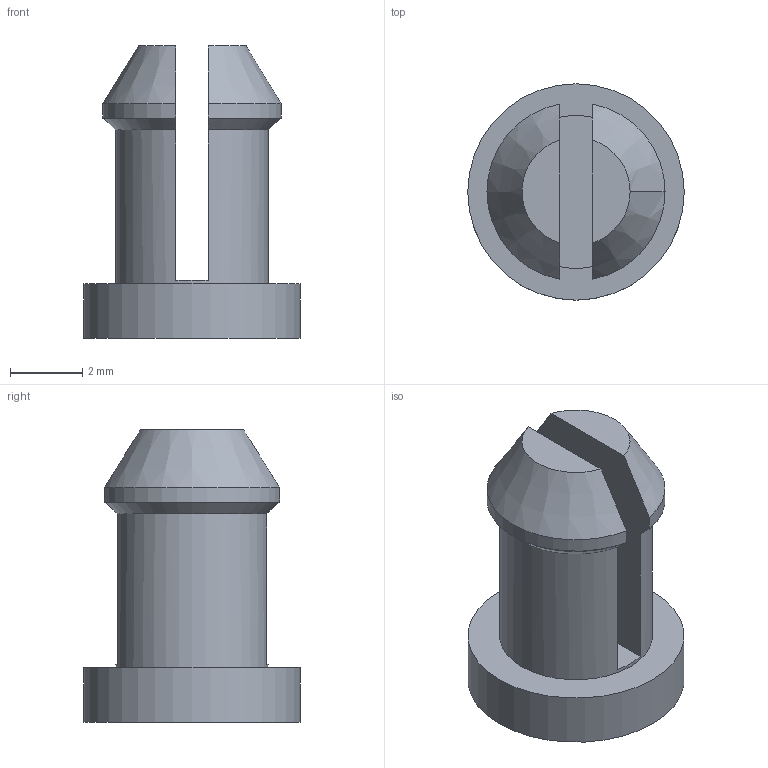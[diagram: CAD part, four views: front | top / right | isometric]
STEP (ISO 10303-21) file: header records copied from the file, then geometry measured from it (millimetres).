
FILE_DESCRIPTION(('FreeCAD Model'),'2;1');
FILE_NAME('Servo-pin-1.step','2017-03-20T18:34:07',(''),(''),'Open CASCADE STEP processor 6.8', 'FreeCAD','Unknown');
FILE_SCHEMA(('AUTOMOTIVE_DESIGN_CC2 { 1 2 10303 214 -1 1 5 4 }'));
Length unit declared in the file: millimetre
Products named in the file (2): ASSEMBLY; pin1
Assembly tree (1 placements, depth 2):
  ASSEMBLY
    pin1
Bounding box: 6 x 6 x 8.1 mm (x, y, z)
Volume: 111.4 mm3; surface area: 213.5 mm2
Topology: 1 solids, 1 shells, 19 faces, 48 edges, 32 vertices
Faces by surface type: plane 9, cone 6, cylinder 4
Full cylindrical faces by diameter (mm): 4.24 x1, 6 x1
Entity records: 1422 total; most frequent: CARTESIAN_POINT 470, DIRECTION 166, ORIENTED_EDGE 96, PCURVE 96, DEFINITIONAL_REPRESENTATION 96, LINE 54, VECTOR 54, AXIS2_PLACEMENT_3D 49
